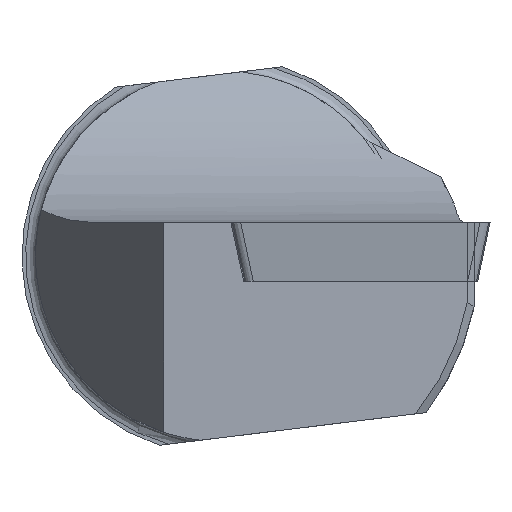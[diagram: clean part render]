
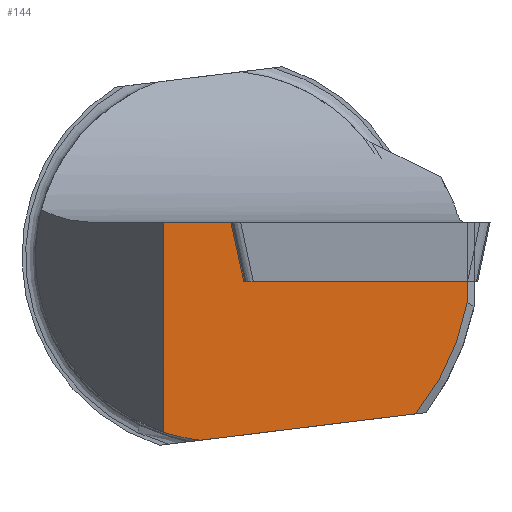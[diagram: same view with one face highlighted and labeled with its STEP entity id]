
A CAD part, left-side view. The second image highlights one B-rep face of the part: STEP entity #144.
In plain terms, the highlighted planar face has unit normal (-1, 0.018, 0).
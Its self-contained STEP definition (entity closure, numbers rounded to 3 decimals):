
#37=B_SPLINE_CURVE_WITH_KNOTS('',3,(#1015,#1016,#1017,#1018),
 .UNSPECIFIED.,.F.,.F.,(4,4),(0.,1.),.UNSPECIFIED.);
#95=ELLIPSE('',#687,7.451,7.45);
#144=ADVANCED_FACE('',(#190),#170,.F.);
#170=PLANE('',#688);
#190=FACE_OUTER_BOUND('',#231,.T.);
#231=EDGE_LOOP('',(#314,#315,#316,#317,#318,#319));
#314=ORIENTED_EDGE('',*,*,#530,.F.);
#315=ORIENTED_EDGE('',*,*,#531,.T.);
#316=ORIENTED_EDGE('',*,*,#532,.T.);
#317=ORIENTED_EDGE('',*,*,#533,.F.);
#318=ORIENTED_EDGE('',*,*,#534,.F.);
#319=ORIENTED_EDGE('',*,*,#535,.T.);
#460=VERTEX_POINT('',#1013);
#461=VERTEX_POINT('',#1014);
#462=VERTEX_POINT('',#1019);
#463=VERTEX_POINT('',#1021);
#464=VERTEX_POINT('',#1023);
#465=VERTEX_POINT('',#1025);
#530=EDGE_CURVE('',#460,#461,#596,.T.);
#531=EDGE_CURVE('',#460,#462,#37,.T.);
#532=EDGE_CURVE('',#462,#463,#597,.T.);
#533=EDGE_CURVE('',#464,#463,#598,.T.);
#534=EDGE_CURVE('',#465,#464,#599,.T.);
#535=EDGE_CURVE('',#465,#461,#95,.T.);
#596=LINE('',#1012,#632);
#597=LINE('',#1020,#633);
#598=LINE('',#1022,#634);
#599=LINE('',#1024,#635);
#632=VECTOR('',#799,1.);
#633=VECTOR('',#800,1.);
#634=VECTOR('',#801,1.);
#635=VECTOR('',#802,1.);
#687=AXIS2_PLACEMENT_3D('',#1026,#803,#804);
#688=AXIS2_PLACEMENT_3D('',#1027,#805,#806);
#799=DIRECTION('',(0.017,0.992,-0.122));
#800=DIRECTION('',(0.,0.,1.));
#801=DIRECTION('',(-0.017,-1.,0.));
#802=DIRECTION('',(0.,0.,1.));
#803=DIRECTION('',(-1.,0.017,0.));
#804=DIRECTION('',(-0.017,-1.,0.));
#805=DIRECTION('',(1.,-0.017,0.));
#806=DIRECTION('',(0.017,1.,0.));
#1012=CARTESIAN_POINT('',(0.525,2.426,-7.599));
#1013=CARTESIAN_POINT('',(0.54,3.274,-7.703));
#1014=CARTESIAN_POINT('',(0.691,11.921,-8.765));
#1015=CARTESIAN_POINT('',(0.54,3.274,-7.703));
#1016=CARTESIAN_POINT('',(0.521,2.206,-6.386));
#1017=CARTESIAN_POINT('',(0.509,1.515,-4.894));
#1018=CARTESIAN_POINT('',(0.504,1.202,-3.227));
#1019=CARTESIAN_POINT('',(0.504,1.202,-3.228));
#1020=CARTESIAN_POINT('',(0.504,1.202,-20.01));
#1021=CARTESIAN_POINT('',(0.504,1.202,-0.01));
#1022=CARTESIAN_POINT('',(1.025,31.058,-0.01));
#1023=CARTESIAN_POINT('',(0.717,13.402,-0.01));
#1024=CARTESIAN_POINT('',(0.717,13.402,-20.01));
#1025=CARTESIAN_POINT('',(0.717,13.402,-8.446));
#1026=CARTESIAN_POINT('',(0.677,11.102,-1.36));
#1027=CARTESIAN_POINT('',(0.499,0.902,-20.01));
